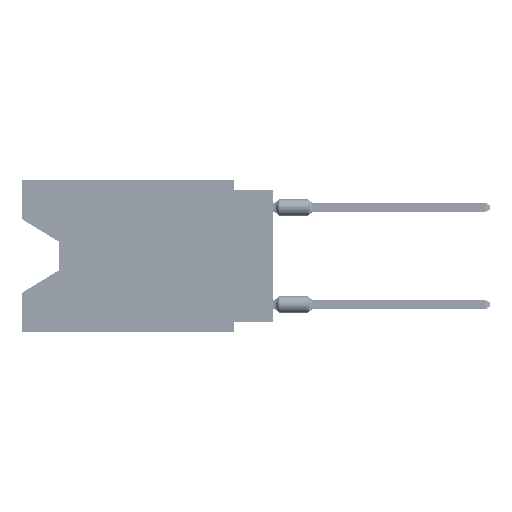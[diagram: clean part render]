
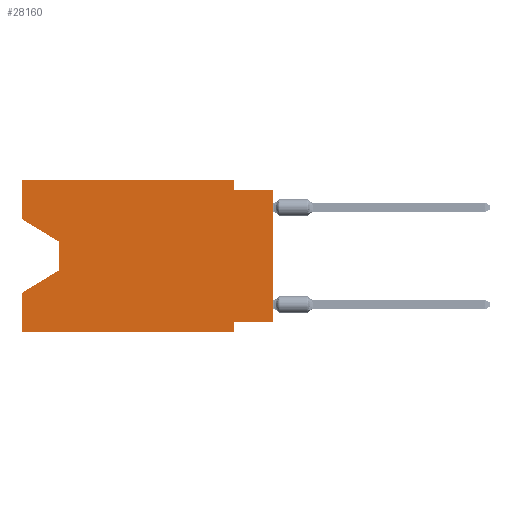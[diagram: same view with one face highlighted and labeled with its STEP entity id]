
A CAD part, left-side view. The second image highlights one B-rep face of the part: STEP entity #28160.
In plain terms, the highlighted planar face has unit normal (-1, 0, 0).
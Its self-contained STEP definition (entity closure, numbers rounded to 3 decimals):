
#891 = ORIENTED_EDGE ( 'NONE', *, *, #28164, .F. ) ;
#924 = DIRECTION ( 'NONE',  ( 0., 0., -1. ) ) ;
#3779 = FACE_OUTER_BOUND ( 'NONE', #16640, .T. ) ;
#4084 = AXIS2_PLACEMENT_3D ( 'NONE', #65648, #66752, #26393 ) ;
#4983 = DIRECTION ( 'NONE',  ( 0., 0., 1. ) ) ;
#5317 = CARTESIAN_POINT ( 'NONE',  ( 0., 13.97, -5.893 ) ) ;
#5941 = LINE ( 'NONE', #56735, #16402 ) ;
#6679 = CARTESIAN_POINT ( 'NONE',  ( 0., 16.383, 0. ) ) ;
#8267 = CARTESIAN_POINT ( 'NONE',  ( 0., 0., -9.271 ) ) ;
#8969 = VECTOR ( 'NONE', #37530, 1000. ) ;
#8971 = PLANE ( 'NONE',  #4084 ) ;
#9134 = ORIENTED_EDGE ( 'NONE', *, *, #49390, .F. ) ;
#11359 = CARTESIAN_POINT ( 'NONE',  ( 0., 2.54, -9.906 ) ) ;
#11868 = DIRECTION ( 'NONE',  ( 0., -1., 0. ) ) ;
#13404 = DIRECTION ( 'NONE',  ( 0., 0.855, -0.519 ) ) ;
#13535 = CARTESIAN_POINT ( 'NONE',  ( 0., 16.383, 0. ) ) ;
#14270 = CARTESIAN_POINT ( 'NONE',  ( 0., 0., -0.635 ) ) ;
#16402 = VECTOR ( 'NONE', #51529, 1000. ) ;
#16640 = EDGE_LOOP ( 'NONE', ( #56232, #38494, #44846, #9134, #61709, #48055, #27606, #62573, #891, #64074, #23898, #52858 ) ) ;
#16912 = CARTESIAN_POINT ( 'NONE',  ( 0., 16.383, -2.546 ) ) ;
#17121 = VERTEX_POINT ( 'NONE', #24404 ) ;
#17495 = VERTEX_POINT ( 'NONE', #13535 ) ;
#19066 = EDGE_CURVE ( 'NONE', #17495, #49418, #28911, .T. ) ;
#19326 = CARTESIAN_POINT ( 'NONE',  ( 0., 13.97, -4.013 ) ) ;
#19916 = VECTOR ( 'NONE', #59540, 1000. ) ;
#21401 = DIRECTION ( 'NONE',  ( 0., -0.855, -0.519 ) ) ;
#21426 = LINE ( 'NONE', #19326, #72958 ) ;
#21595 = DIRECTION ( 'NONE',  ( 0., -1., 0. ) ) ;
#21795 = VECTOR ( 'NONE', #43435, 1000. ) ;
#23816 = EDGE_CURVE ( 'NONE', #31968, #43517, #38806, .T. ) ;
#23898 = ORIENTED_EDGE ( 'NONE', *, *, #19066, .F. ) ;
#24404 = CARTESIAN_POINT ( 'NONE',  ( 0., 0., -9.271 ) ) ;
#24430 = CARTESIAN_POINT ( 'NONE',  ( 0., 16.383, -7.36 ) ) ;
#24533 = EDGE_CURVE ( 'NONE', #43517, #48833, #21426, .T. ) ;
#25783 = VECTOR ( 'NONE', #13404, 1000. ) ;
#25895 = EDGE_CURVE ( 'NONE', #48833, #32535, #41579, .T. ) ;
#26393 = DIRECTION ( 'NONE',  ( 0., 0., -1. ) ) ;
#26551 = CARTESIAN_POINT ( 'NONE',  ( 0., 16.383, -9.906 ) ) ;
#26912 = CARTESIAN_POINT ( 'NONE',  ( 0., 0., 0. ) ) ;
#27606 = ORIENTED_EDGE ( 'NONE', *, *, #70316, .F. ) ;
#28160 = ADVANCED_FACE ( 'NONE', ( #3779 ), #8971, .F. ) ;
#28164 = EDGE_CURVE ( 'NONE', #69365, #63420, #37136, .T. ) ;
#28911 = LINE ( 'NONE', #6679, #72606 ) ;
#29288 = CARTESIAN_POINT ( 'NONE',  ( 0., 16.383, -2.546 ) ) ;
#31230 = LINE ( 'NONE', #8267, #8969 ) ;
#31871 = LINE ( 'NONE', #65581, #52252 ) ;
#31968 = VERTEX_POINT ( 'NONE', #29288 ) ;
#32535 = VERTEX_POINT ( 'NONE', #24430 ) ;
#33404 = CARTESIAN_POINT ( 'NONE',  ( 0., 2.54, -0.635 ) ) ;
#33436 = LINE ( 'NONE', #61244, #65670 ) ;
#34296 = EDGE_CURVE ( 'NONE', #17121, #63420, #53976, .T. ) ;
#34382 = VERTEX_POINT ( 'NONE', #26551 ) ;
#34636 = VERTEX_POINT ( 'NONE', #45749 ) ;
#35642 = DIRECTION ( 'NONE',  ( 0., 0., -1. ) ) ;
#37136 = LINE ( 'NONE', #42697, #21795 ) ;
#37530 = DIRECTION ( 'NONE',  ( 0., 1., 0. ) ) ;
#38494 = ORIENTED_EDGE ( 'NONE', *, *, #24533, .T. ) ;
#38806 = LINE ( 'NONE', #16912, #46850 ) ;
#41579 = LINE ( 'NONE', #64169, #25783 ) ;
#42697 = CARTESIAN_POINT ( 'NONE',  ( 0., 0., -0.635 ) ) ;
#43435 = DIRECTION ( 'NONE',  ( 0., -1., 0. ) ) ;
#43517 = VERTEX_POINT ( 'NONE', #66555 ) ;
#43551 = CARTESIAN_POINT ( 'NONE',  ( 0., 16.383, 0. ) ) ;
#44846 = ORIENTED_EDGE ( 'NONE', *, *, #25895, .T. ) ;
#45171 = EDGE_CURVE ( 'NONE', #31968, #17495, #71714, .T. ) ;
#45749 = CARTESIAN_POINT ( 'NONE',  ( 0., 2.54, -9.271 ) ) ;
#46809 = EDGE_CURVE ( 'NONE', #34382, #73010, #33436, .T. ) ;
#46850 = VECTOR ( 'NONE', #21401, 1000. ) ;
#48055 = ORIENTED_EDGE ( 'NONE', *, *, #65195, .F. ) ;
#48833 = VERTEX_POINT ( 'NONE', #5317 ) ;
#48974 = VECTOR ( 'NONE', #4983, 1000. ) ;
#49390 = EDGE_CURVE ( 'NONE', #34382, #32535, #5941, .T. ) ;
#49418 = VERTEX_POINT ( 'NONE', #63003 ) ;
#51529 = DIRECTION ( 'NONE',  ( 0., 0., 1. ) ) ;
#51711 = LINE ( 'NONE', #68379, #63028 ) ;
#52252 = VECTOR ( 'NONE', #54487, 1000. ) ;
#52858 = ORIENTED_EDGE ( 'NONE', *, *, #45171, .F. ) ;
#53976 = LINE ( 'NONE', #26912, #19916 ) ;
#54487 = DIRECTION ( 'NONE',  ( 0., 0., -1. ) ) ;
#56232 = ORIENTED_EDGE ( 'NONE', *, *, #23816, .T. ) ;
#56735 = CARTESIAN_POINT ( 'NONE',  ( 0., 16.383, 0. ) ) ;
#59540 = DIRECTION ( 'NONE',  ( 0., 0., 1. ) ) ;
#61244 = CARTESIAN_POINT ( 'NONE',  ( 0., 16.383, -9.906 ) ) ;
#61709 = ORIENTED_EDGE ( 'NONE', *, *, #46809, .T. ) ;
#62573 = ORIENTED_EDGE ( 'NONE', *, *, #34296, .T. ) ;
#63003 = CARTESIAN_POINT ( 'NONE',  ( 0., 2.54, 0. ) ) ;
#63028 = VECTOR ( 'NONE', #924, 1000. ) ;
#63420 = VERTEX_POINT ( 'NONE', #14270 ) ;
#64074 = ORIENTED_EDGE ( 'NONE', *, *, #65721, .F. ) ;
#64169 = CARTESIAN_POINT ( 'NONE',  ( 0., 13.97, -5.893 ) ) ;
#65195 = EDGE_CURVE ( 'NONE', #34636, #73010, #51711, .T. ) ;
#65581 = CARTESIAN_POINT ( 'NONE',  ( 0., 2.54, 0. ) ) ;
#65648 = CARTESIAN_POINT ( 'NONE',  ( 0., 16.383, 0. ) ) ;
#65670 = VECTOR ( 'NONE', #21595, 1000. ) ;
#65721 = EDGE_CURVE ( 'NONE', #49418, #69365, #31871, .T. ) ;
#66555 = CARTESIAN_POINT ( 'NONE',  ( 0., 13.97, -4.013 ) ) ;
#66752 = DIRECTION ( 'NONE',  ( 1., 0., 0. ) ) ;
#68379 = CARTESIAN_POINT ( 'NONE',  ( 0., 2.54, -9.906 ) ) ;
#69365 = VERTEX_POINT ( 'NONE', #33404 ) ;
#70316 = EDGE_CURVE ( 'NONE', #17121, #34636, #31230, .T. ) ;
#71714 = LINE ( 'NONE', #43551, #48974 ) ;
#72606 = VECTOR ( 'NONE', #11868, 1000. ) ;
#72958 = VECTOR ( 'NONE', #35642, 1000. ) ;
#73010 = VERTEX_POINT ( 'NONE', #11359 ) ;
